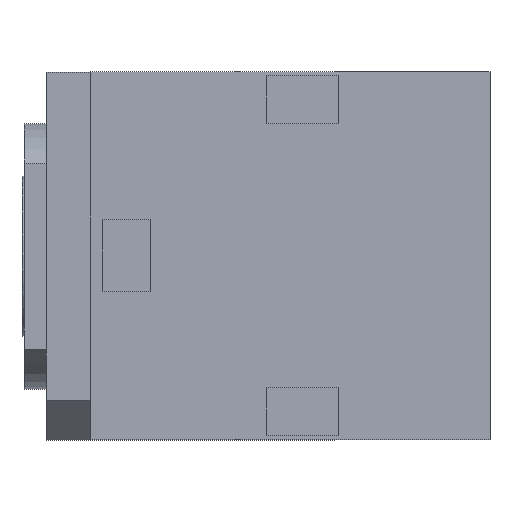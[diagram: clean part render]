
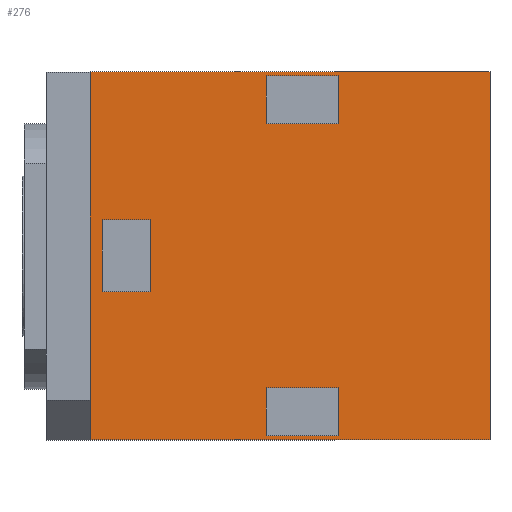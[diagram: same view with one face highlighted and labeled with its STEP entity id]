
A CAD part, top view. The second image highlights one B-rep face of the part: STEP entity #276.
In plain terms, the highlighted planar face has unit normal (0, 0, 1).
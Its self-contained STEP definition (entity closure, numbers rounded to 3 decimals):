
#95=LINE('',#1263,#182);
#106=LINE('',#1285,#193);
#112=LINE('',#1296,#199);
#123=LINE('',#1327,#210);
#127=LINE('',#1335,#214);
#128=LINE('',#1338,#215);
#129=LINE('',#1340,#216);
#130=LINE('',#1342,#217);
#131=LINE('',#1343,#218);
#132=LINE('',#1346,#219);
#133=LINE('',#1348,#220);
#134=LINE('',#1350,#221);
#135=LINE('',#1351,#222);
#136=LINE('',#1354,#223);
#137=LINE('',#1356,#224);
#138=LINE('',#1358,#225);
#182=VECTOR('',#1023,1.);
#193=VECTOR('',#1038,1.);
#199=VECTOR('',#1046,1.);
#210=VECTOR('',#1077,1.);
#214=VECTOR('',#1087,1.);
#215=VECTOR('',#1088,1.);
#216=VECTOR('',#1089,1.);
#217=VECTOR('',#1090,1.);
#218=VECTOR('',#1091,1.);
#219=VECTOR('',#1092,1.);
#220=VECTOR('',#1093,1.);
#221=VECTOR('',#1094,1.);
#222=VECTOR('',#1095,1.);
#223=VECTOR('',#1096,1.);
#224=VECTOR('',#1097,1.);
#225=VECTOR('',#1098,1.);
#276=ADVANCED_FACE('',(#352,#353,#354,#355),#321,.F.);
#321=PLANE('',#932);
#352=FACE_BOUND('',#388,.T.);
#353=FACE_BOUND('',#389,.T.);
#354=FACE_BOUND('',#390,.T.);
#355=FACE_BOUND('',#391,.T.);
#388=EDGE_LOOP('',(#522,#523,#524,#525));
#389=EDGE_LOOP('',(#526,#527,#528,#529));
#390=EDGE_LOOP('',(#530,#531,#532,#533));
#391=EDGE_LOOP('',(#534,#535,#536,#537));
#522=ORIENTED_EDGE('',*,*,#789,.T.);
#523=ORIENTED_EDGE('',*,*,#790,.T.);
#524=ORIENTED_EDGE('',*,*,#791,.T.);
#525=ORIENTED_EDGE('',*,*,#792,.T.);
#526=ORIENTED_EDGE('',*,*,#793,.T.);
#527=ORIENTED_EDGE('',*,*,#794,.T.);
#528=ORIENTED_EDGE('',*,*,#795,.T.);
#529=ORIENTED_EDGE('',*,*,#796,.T.);
#530=ORIENTED_EDGE('',*,*,#785,.F.);
#531=ORIENTED_EDGE('',*,*,#769,.T.);
#532=ORIENTED_EDGE('',*,*,#763,.T.);
#533=ORIENTED_EDGE('',*,*,#752,.F.);
#534=ORIENTED_EDGE('',*,*,#797,.F.);
#535=ORIENTED_EDGE('',*,*,#798,.F.);
#536=ORIENTED_EDGE('',*,*,#799,.F.);
#537=ORIENTED_EDGE('',*,*,#800,.F.);
#672=VERTEX_POINT('',#1262);
#673=VERTEX_POINT('',#1264);
#681=VERTEX_POINT('',#1284);
#683=VERTEX_POINT('',#1289);
#697=VERTEX_POINT('',#1336);
#698=VERTEX_POINT('',#1337);
#699=VERTEX_POINT('',#1339);
#700=VERTEX_POINT('',#1341);
#701=VERTEX_POINT('',#1344);
#702=VERTEX_POINT('',#1345);
#703=VERTEX_POINT('',#1347);
#704=VERTEX_POINT('',#1349);
#705=VERTEX_POINT('',#1352);
#706=VERTEX_POINT('',#1353);
#707=VERTEX_POINT('',#1355);
#708=VERTEX_POINT('',#1357);
#752=EDGE_CURVE('',#672,#673,#95,.T.);
#763=EDGE_CURVE('',#681,#673,#106,.T.);
#769=EDGE_CURVE('',#683,#681,#112,.T.);
#785=EDGE_CURVE('',#683,#672,#123,.T.);
#789=EDGE_CURVE('',#697,#698,#127,.T.);
#790=EDGE_CURVE('',#698,#699,#128,.T.);
#791=EDGE_CURVE('',#699,#700,#129,.T.);
#792=EDGE_CURVE('',#700,#697,#130,.T.);
#793=EDGE_CURVE('',#701,#702,#131,.T.);
#794=EDGE_CURVE('',#702,#703,#132,.T.);
#795=EDGE_CURVE('',#703,#704,#133,.T.);
#796=EDGE_CURVE('',#704,#701,#134,.T.);
#797=EDGE_CURVE('',#705,#706,#135,.T.);
#798=EDGE_CURVE('',#707,#705,#136,.T.);
#799=EDGE_CURVE('',#708,#707,#137,.T.);
#800=EDGE_CURVE('',#706,#708,#138,.T.);
#932=AXIS2_PLACEMENT_3D('',#1359,#1099,#1100);
#1023=DIRECTION('',(1.,0.,0.));
#1038=DIRECTION('',(0.,1.,0.));
#1046=DIRECTION('',(1.,0.,0.));
#1077=DIRECTION('',(0.,1.,0.));
#1087=DIRECTION('',(0.,-1.,0.));
#1088=DIRECTION('',(-1.,0.,0.));
#1089=DIRECTION('',(0.,1.,0.));
#1090=DIRECTION('',(1.,0.,0.));
#1091=DIRECTION('',(0.,-1.,0.));
#1092=DIRECTION('',(-1.,0.,0.));
#1093=DIRECTION('',(0.,1.,0.));
#1094=DIRECTION('',(1.,0.,0.));
#1095=DIRECTION('',(-1.,0.,0.));
#1096=DIRECTION('',(0.,1.,0.));
#1097=DIRECTION('',(1.,0.,0.));
#1098=DIRECTION('',(0.,-1.,0.));
#1099=DIRECTION('',(0.,0.,-1.));
#1100=DIRECTION('',(-1.,0.,0.));
#1262=CARTESIAN_POINT('',(-53.,46.,0.));
#1263=CARTESIAN_POINT('',(-64.,46.,0.));
#1264=CARTESIAN_POINT('',(47.,46.,0.));
#1284=CARTESIAN_POINT('',(47.,-46.,0.));
#1285=CARTESIAN_POINT('',(47.,-46.,0.));
#1289=CARTESIAN_POINT('',(-53.,-46.,0.));
#1296=CARTESIAN_POINT('',(-64.,-46.,0.));
#1327=CARTESIAN_POINT('',(-53.,-46.,0.));
#1335=CARTESIAN_POINT('',(9.,33.,0.));
#1336=CARTESIAN_POINT('',(9.,45.,0.));
#1337=CARTESIAN_POINT('',(9.,33.,0.));
#1338=CARTESIAN_POINT('',(-9.,33.,0.));
#1339=CARTESIAN_POINT('',(-9.,33.,0.));
#1340=CARTESIAN_POINT('',(-9.,33.,0.));
#1341=CARTESIAN_POINT('',(-9.,45.,0.));
#1342=CARTESIAN_POINT('',(9.,45.,0.));
#1343=CARTESIAN_POINT('',(9.,-45.,0.));
#1344=CARTESIAN_POINT('',(9.,-33.,0.));
#1345=CARTESIAN_POINT('',(9.,-45.,0.));
#1346=CARTESIAN_POINT('',(-9.,-45.,0.));
#1347=CARTESIAN_POINT('',(-9.,-45.,0.));
#1348=CARTESIAN_POINT('',(-9.,-45.,0.));
#1349=CARTESIAN_POINT('',(-9.,-33.,0.));
#1350=CARTESIAN_POINT('',(9.,-33.,0.));
#1351=CARTESIAN_POINT('',(-50.,9.,0.));
#1352=CARTESIAN_POINT('',(-38.,9.,0.));
#1353=CARTESIAN_POINT('',(-50.,9.,0.));
#1354=CARTESIAN_POINT('',(-38.,-9.,0.));
#1355=CARTESIAN_POINT('',(-38.,-9.,0.));
#1356=CARTESIAN_POINT('',(-38.,-9.,0.));
#1357=CARTESIAN_POINT('',(-50.,-9.,0.));
#1358=CARTESIAN_POINT('',(-50.,9.,0.));
#1359=CARTESIAN_POINT('',(-64.,-46.,0.));
